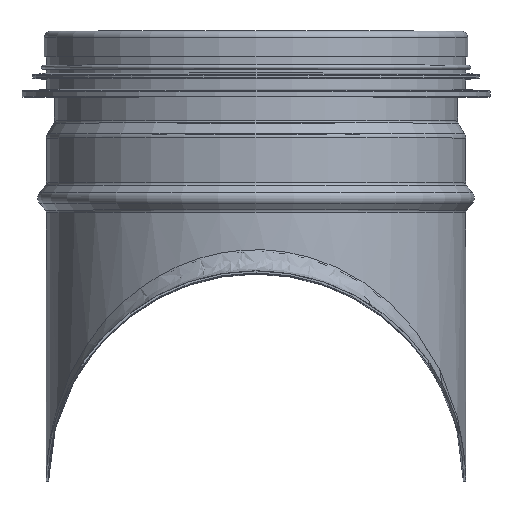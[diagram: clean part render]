
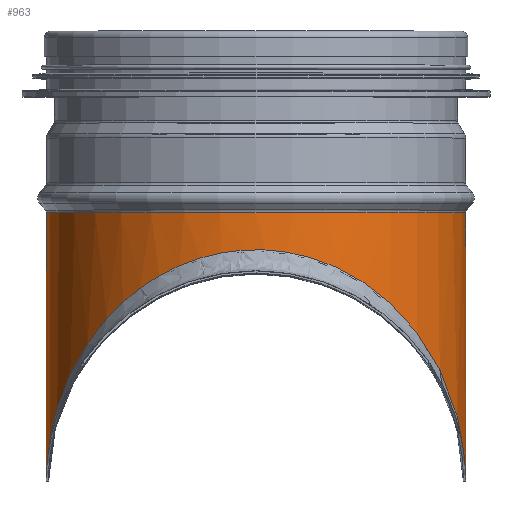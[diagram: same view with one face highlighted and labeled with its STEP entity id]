
A CAD part, top view. The second image highlights one B-rep face of the part: STEP entity #963.
In plain terms, the highlighted cylindrical face has radius 49.025 mm (diameter 98.05 mm), a full revolution.
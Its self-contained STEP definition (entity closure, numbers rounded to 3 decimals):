
#878=CARTESIAN_POINT('',(-48.984,2.2,-1.996));
#879=VERTEX_POINT('',#878);
#889=CARTESIAN_POINT('',(48.984,2.2,-1.996));
#890=VERTEX_POINT('',#889);
#891=CARTESIAN_POINT('',(0.,0.,0.0));
#892=DIRECTION('',(0.,-0.672,-0.741));
#893=DIRECTION('',(0.,0.741,-0.672));
#894=AXIS2_PLACEMENT_3D('',#891,#892,#893);
#895=ELLIPSE('',#894,72.953,49.025);
#896=EDGE_CURVE('',#879,#890,#895,.T.);
#919=CARTESIAN_POINT('',(0.,32.45,0.0));
#920=DIRECTION('',(0.,1.0,0.0));
#921=DIRECTION('',(-1.0,0.0,0.0));
#922=AXIS2_PLACEMENT_3D('',#919,#920,#921);
#923=CYLINDRICAL_SURFACE('',#922,49.025);
#924=ORIENTED_EDGE('',*,*,#896,.F.);
#925=CARTESIAN_POINT('',(-48.984,2.2,1.996));
#926=VERTEX_POINT('',#925);
#927=CARTESIAN_POINT('',(0.,2.2,0.0));
#928=DIRECTION('',(0.0,1.0,0.0));
#929=DIRECTION('',(-1.0,0.0,0.0));
#930=AXIS2_PLACEMENT_3D('',#927,#928,#929);
#931=CIRCLE('',#930,49.025);
#932=EDGE_CURVE('',#879,#926,#931,.T.);
#933=ORIENTED_EDGE('',*,*,#932,.T.);
#934=CARTESIAN_POINT('',(48.984,2.2,1.996));
#935=VERTEX_POINT('',#934);
#936=CARTESIAN_POINT('',(0.,0.,0.0));
#937=DIRECTION('',(0.,-0.672,0.741));
#938=DIRECTION('',(0.,0.741,0.672));
#939=AXIS2_PLACEMENT_3D('',#936,#937,#938);
#940=ELLIPSE('',#939,72.953,49.025);
#941=EDGE_CURVE('',#935,#926,#940,.T.);
#942=ORIENTED_EDGE('',*,*,#941,.F.);
#943=CARTESIAN_POINT('',(0.,2.2,0.0));
#944=DIRECTION('',(0.0,1.0,0.0));
#945=DIRECTION('',(-1.0,0.0,0.0));
#946=AXIS2_PLACEMENT_3D('',#943,#944,#945);
#947=CIRCLE('',#946,49.025);
#948=EDGE_CURVE('',#935,#890,#947,.T.);
#949=ORIENTED_EDGE('',*,*,#948,.T.);
#950=EDGE_LOOP('',(#924,#933,#942,#949));
#951=FACE_OUTER_BOUND('',#950,.T.);
#952=CARTESIAN_POINT('',(-49.025,62.7,0.0));
#953=VERTEX_POINT('',#952);
#954=CARTESIAN_POINT('',(0.,62.7,0.0));
#955=DIRECTION('',(0.0,1.0,0.0));
#956=DIRECTION('',(-1.0,0.0,0.0));
#957=AXIS2_PLACEMENT_3D('',#954,#955,#956);
#958=CIRCLE('',#957,49.025);
#959=EDGE_CURVE('',#953,#953,#958,.T.);
#960=ORIENTED_EDGE('',*,*,#959,.F.);
#961=EDGE_LOOP('',(#960));
#962=FACE_BOUND('',#961,.T.);
#963=ADVANCED_FACE('',(#951,#962),#923,.T.);
